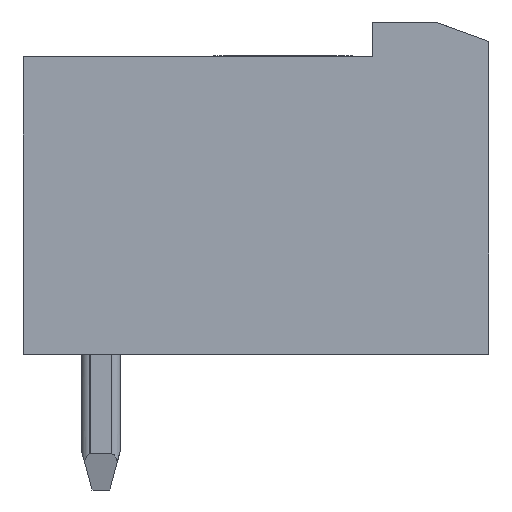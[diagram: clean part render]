
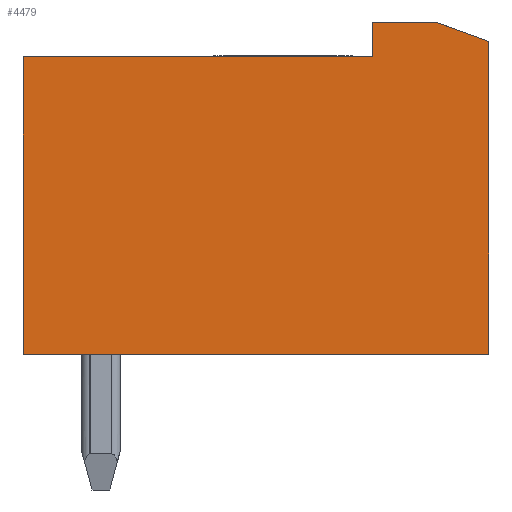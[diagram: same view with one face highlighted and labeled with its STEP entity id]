
A CAD part, left-side view. The second image highlights one B-rep face of the part: STEP entity #4479.
In plain terms, the highlighted planar face has unit normal (-1, 0, 0).
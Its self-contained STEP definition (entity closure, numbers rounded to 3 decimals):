
#4479=ADVANCED_FACE('',(#8396),#8397,.F.);
#8396=FACE_OUTER_BOUND('',#29374,.T.);
#8397=PLANE('',#29375);
#29374=EDGE_LOOP('',(#35498,#35499,#35500,#35501,#35502,#35503,#35504));
#29375=AXIS2_PLACEMENT_3D('',#35505,#35506,#35507);
#35498=ORIENTED_EDGE('',*,*,#39568,.T.);
#35499=ORIENTED_EDGE('',*,*,#39437,.T.);
#35500=ORIENTED_EDGE('',*,*,#39426,.T.);
#35501=ORIENTED_EDGE('',*,*,#39397,.T.);
#35502=ORIENTED_EDGE('',*,*,#39555,.F.);
#35503=ORIENTED_EDGE('',*,*,#39566,.F.);
#35504=ORIENTED_EDGE('',*,*,#39421,.F.);
#35505=CARTESIAN_POINT('',(0.,9.299,0.436));
#35506=DIRECTION('',(1.0,0.,0.));
#35507=DIRECTION('',(0.,0.,1.0));
#39397=EDGE_CURVE('',#42058,#42060,#42062,.T.);
#39421=EDGE_CURVE('',#42096,#42098,#42099,.F.);
#39426=EDGE_CURVE('',#42104,#42058,#42106,.T.);
#39437=EDGE_CURVE('',#42123,#42104,#42124,.T.);
#39555=EDGE_CURVE('',#42294,#42060,#42296,.F.);
#39566=EDGE_CURVE('',#42098,#42294,#42311,.F.);
#39568=EDGE_CURVE('',#42096,#42123,#42313,.F.);
#42058=VERTEX_POINT('',#45939);
#42060=VERTEX_POINT('',#45942);
#42062=LINE('',#45945,#45946);
#42096=VERTEX_POINT('',#45996);
#42098=VERTEX_POINT('',#45999);
#42099=LINE('',#46000,#46001);
#42104=VERTEX_POINT('',#46008);
#42106=LINE('',#46011,#46012);
#42123=VERTEX_POINT('',#46037);
#42124=LINE('',#46038,#46039);
#42294=VERTEX_POINT('',#46283);
#42296=LINE('',#46286,#46287);
#42311=LINE('',#46308,#46309);
#42313=LINE('',#46311,#46312);
#45939=CARTESIAN_POINT('',(0.,3.0,8.57));
#45942=CARTESIAN_POINT('',(0.,3.0,7.67));
#45945=CARTESIAN_POINT('',(0.,3.0,4.503));
#45946=VECTOR('',#49494,1.0);
#45996=CARTESIAN_POINT('',(0.,0.,0.));
#45999=CARTESIAN_POINT('',(0.,12.0,0.));
#46000=CARTESIAN_POINT('',(0.,8.4,0.));
#46001=VECTOR('',#49518,1.0);
#46008=CARTESIAN_POINT('',(0.,1.374,8.57));
#46011=CARTESIAN_POINT('',(0.,6.15,8.57));
#46012=VECTOR('',#49522,1.0);
#46037=CARTESIAN_POINT('',(0.,0.,8.07));
#46038=CARTESIAN_POINT('',(0.,2.879,9.118));
#46039=VECTOR('',#49531,1.0);
#46283=CARTESIAN_POINT('',(0.,12.0,7.67));
#46286=CARTESIAN_POINT('',(0.,8.9,7.67));
#46287=VECTOR('',#49650,1.0);
#46308=CARTESIAN_POINT('',(0.,12.0,4.053));
#46309=VECTOR('',#49657,1.0);
#46311=CARTESIAN_POINT('',(0.,0.0,0.441));
#46312=VECTOR('',#49658,1.0);
#49494=DIRECTION('',(0.,0.,-1.0));
#49518=DIRECTION('',(0.,-1.0,0.0));
#49522=DIRECTION('',(0.,1.0,0.0));
#49531=DIRECTION('',(0.,0.94,0.342));
#49650=DIRECTION('',(0.,1.0,0.0));
#49657=DIRECTION('',(0.,0.,-1.0));
#49658=DIRECTION('',(0.,0.,-1.0));
